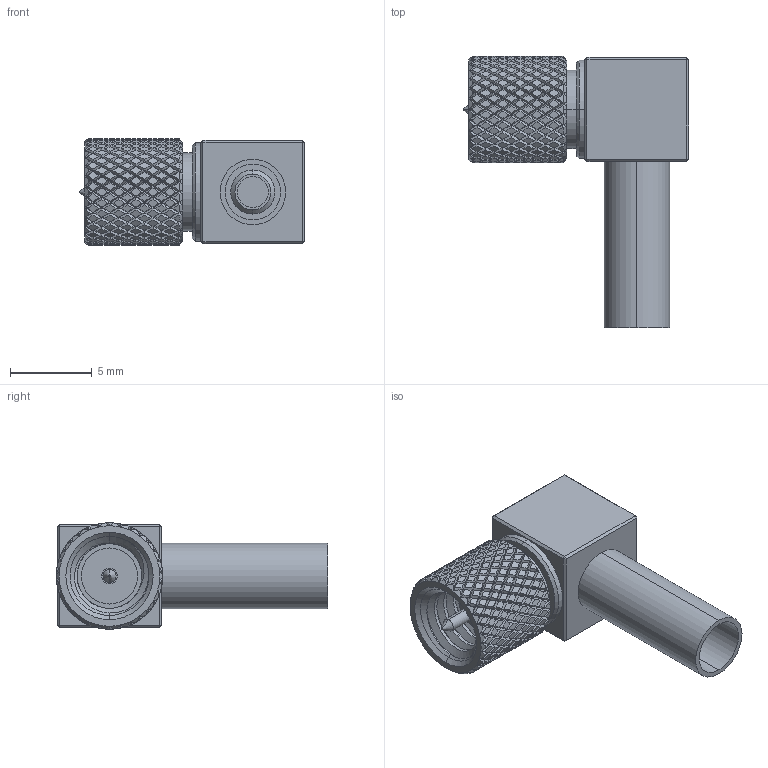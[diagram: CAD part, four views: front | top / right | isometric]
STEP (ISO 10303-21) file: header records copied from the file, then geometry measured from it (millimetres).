
FILE_DESCRIPTION (( 'STEP AP203' ), '1' );
FILE_NAME ('SC5561.step', '2018-12-05T15:47:20', ( '' ), ( '' ), 'SwSTEP 2.0', 'SolidWorks 2017', '' );
FILE_SCHEMA (( 'CONFIG_CONTROL_DESIGN' ));
Length unit declared in the file: inch
Products named in the file (1): SC5561
Bounding box: 13.79 x 16.59 x 6.5 mm (x, y, z)
Volume: 472 mm3; surface area: 1033.3 mm2
Topology: 3 solids, 3 shells, 1907 faces, 3969 edges, 2080 vertices
Faces by surface type: bspline 1446, cylinder 405, plane 42, cone 14
Entity records: 77294 total; most frequent: CARTESIAN_POINT 53022, ORIENTED_EDGE 7938, EDGE_CURVE 3969, VERTEX_POINT 2080, EDGE_LOOP 1921, FACE_OUTER_BOUND 1907, ADVANCED_FACE 1907, B_SPLINE_CURVE_WITH_KNOTS 1633
